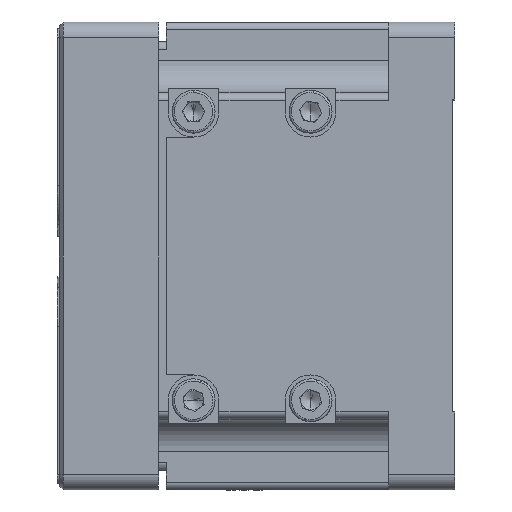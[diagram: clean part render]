
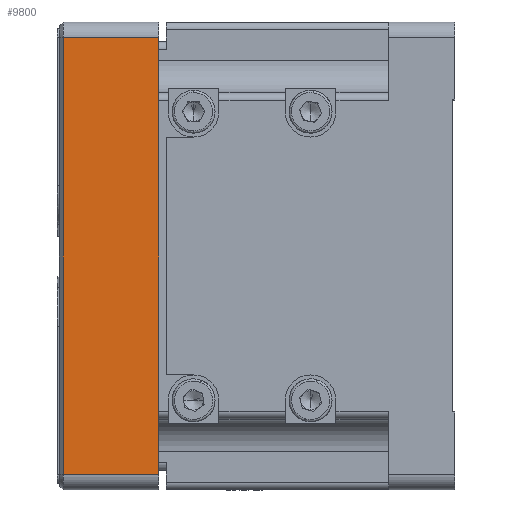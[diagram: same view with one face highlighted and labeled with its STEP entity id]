
A CAD part, left-side view. The second image highlights one B-rep face of the part: STEP entity #9800.
In plain terms, the highlighted planar face has unit normal (1, 0, 0).
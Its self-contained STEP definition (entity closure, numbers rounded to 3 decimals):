
#348 = CARTESIAN_POINT ( 'NONE',  ( -30., 38., 28. ) ) ;
#663 = LINE ( 'NONE', #13686, #26461 ) ;
#1569 = CARTESIAN_POINT ( 'NONE',  ( -30., 50.2, -30. ) ) ;
#1673 = CARTESIAN_POINT ( 'NONE',  ( -30., 50.2, 28. ) ) ;
#2468 = VERTEX_POINT ( 'NONE', #4499 ) ;
#4052 = VERTEX_POINT ( 'NONE', #24726 ) ;
#4499 = CARTESIAN_POINT ( 'NONE',  ( -30., 50.2, -28. ) ) ;
#5979 = CARTESIAN_POINT ( 'NONE',  ( -30., 38., 0. ) ) ;
#6538 = ORIENTED_EDGE ( 'NONE', *, *, #24170, .T. ) ;
#6778 = PLANE ( 'NONE',  #10654 ) ;
#7827 = VECTOR ( 'NONE', #22003, 1000. ) ;
#7873 = VERTEX_POINT ( 'NONE', #348 ) ;
#9259 = DIRECTION ( 'NONE',  ( 0., 1., 0. ) ) ;
#9800 = ADVANCED_FACE ( 'NONE', ( #16093 ), #6778, .T. ) ;
#9947 = EDGE_CURVE ( 'NONE', #2468, #26698, #19785, .T. ) ;
#9974 = CARTESIAN_POINT ( 'NONE',  ( -30., 50.7, 28. ) ) ;
#10654 = AXIS2_PLACEMENT_3D ( 'NONE', #22924, #15812, #13572 ) ;
#12285 = EDGE_CURVE ( 'NONE', #7873, #4052, #26570, .T. ) ;
#12778 = DIRECTION ( 'NONE',  ( 0., 0., -1. ) ) ;
#13572 = DIRECTION ( 'NONE',  ( 0., 0., -1. ) ) ;
#13686 = CARTESIAN_POINT ( 'NONE',  ( -30., 50.7, -28. ) ) ;
#14570 = LINE ( 'NONE', #9974, #26636 ) ;
#15812 = DIRECTION ( 'NONE',  ( 1., 0., 0. ) ) ;
#16093 = FACE_OUTER_BOUND ( 'NONE', #21856, .T. ) ;
#19785 = LINE ( 'NONE', #1569, #7827 ) ;
#21856 = EDGE_LOOP ( 'NONE', ( #28946, #6538, #24163, #26944 ) ) ;
#22003 = DIRECTION ( 'NONE',  ( 0., 0., 1. ) ) ;
#22924 = CARTESIAN_POINT ( 'NONE',  ( -30., 50.7, -30. ) ) ;
#24163 = ORIENTED_EDGE ( 'NONE', *, *, #12285, .T. ) ;
#24170 = EDGE_CURVE ( 'NONE', #26698, #7873, #14570, .T. ) ;
#24264 = VECTOR ( 'NONE', #12778, 1000. ) ;
#24726 = CARTESIAN_POINT ( 'NONE',  ( -30., 38., -28. ) ) ;
#26461 = VECTOR ( 'NONE', #9259, 1000. ) ;
#26570 = LINE ( 'NONE', #5979, #24264 ) ;
#26636 = VECTOR ( 'NONE', #28081, 1000. ) ;
#26698 = VERTEX_POINT ( 'NONE', #1673 ) ;
#26944 = ORIENTED_EDGE ( 'NONE', *, *, #29126, .T. ) ;
#28081 = DIRECTION ( 'NONE',  ( 0., -1., 0. ) ) ;
#28946 = ORIENTED_EDGE ( 'NONE', *, *, #9947, .T. ) ;
#29126 = EDGE_CURVE ( 'NONE', #4052, #2468, #663, .T. ) ;
